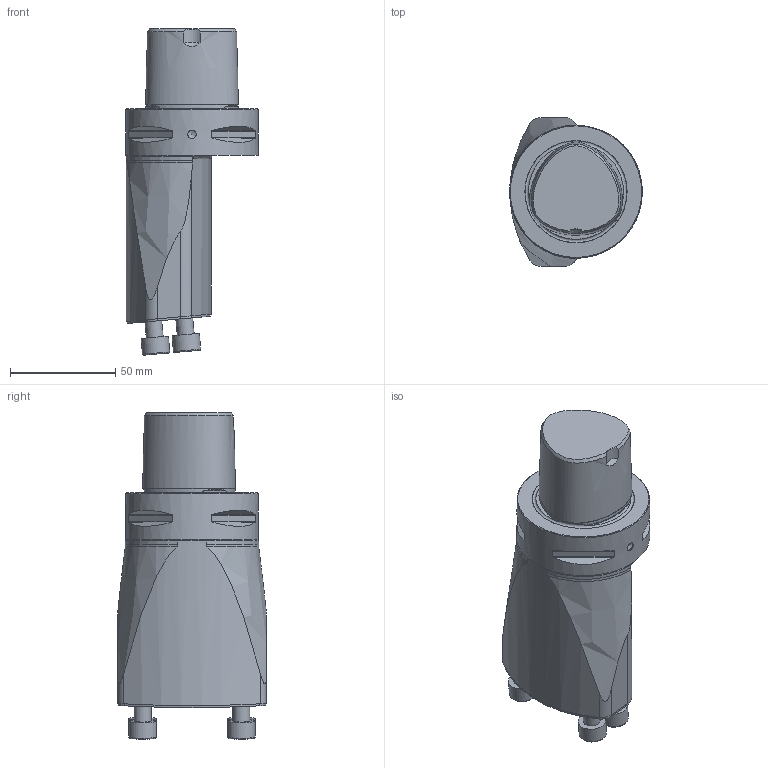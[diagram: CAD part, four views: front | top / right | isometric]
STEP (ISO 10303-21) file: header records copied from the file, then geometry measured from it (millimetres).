
FILE_DESCRIPTION(/* description */ (''),/* implementation_level */ '2;1');
FILE_NAME(/* name */ '1524460672002.stp',/* time_stamp */ '2018-04-23T07:18:01+02:00',/* author */ (''),/* organization */ ('SMS'),/* preprocessor_version */ 'ST-DEVELOPER v15',/* originating_system */ 'SIEMENS PLM Software NX 8.5',/* authorisation */ '');
FILE_SCHEMA (('AUTOMOTIVE_DESIGN { 1 0 10303 214 3 1 1 1 }'));
Length unit declared in the file: millimetre
Products named in the file (1): 201053531mod000_02
Bounding box: 63 x 70.5 x 154.74 mm (x, y, z)
Volume: 299852.9 mm3; surface area: 32808.2 mm2
Topology: 1 solids, 1 shells, 93 faces, 223 edges, 149 vertices
Faces by surface type: cylinder 33, plane 32, torus 11, cone 10, bspline 7
Full cylindrical faces by diameter (mm): 4 x1, 8 x4, 13 x4, 63 x1
Entity records: 22591 total; most frequent: CARTESIAN_POINT 20578, ORIENTED_EDGE 392, DIRECTION 376, EDGE_CURVE 196, AXIS2_PLACEMENT_3D 162, VERTEX_POINT 141, EDGE_LOOP 128, ADVANCED_FACE 93
